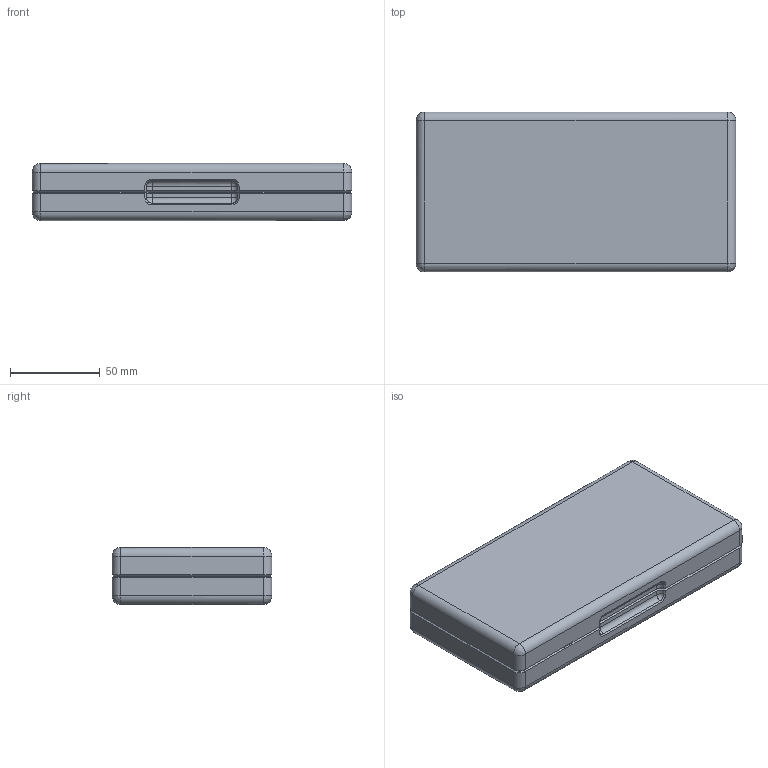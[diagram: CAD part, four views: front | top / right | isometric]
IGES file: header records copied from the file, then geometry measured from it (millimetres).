
Global section: file name: Micrometer Case_v60; native system: unknown; preprocessor: unknown; author: unknown; organization: unknown; date: 20200923.182802; units: inch
Bounding box: 177.8 x 88.9 x 31.75 mm (x, y, z)
Volume: 477472.3 mm3; surface area: 104773.8 mm2
Topology: 3 solids, 4 shells, 1341 faces, 3651 edges, 2311 vertices
Faces by surface type: bspline 1341
